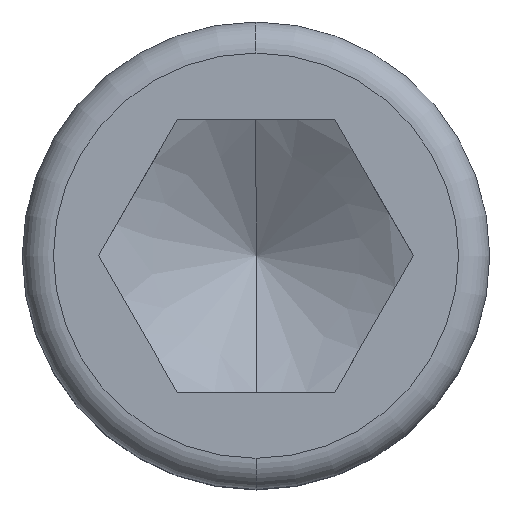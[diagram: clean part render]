
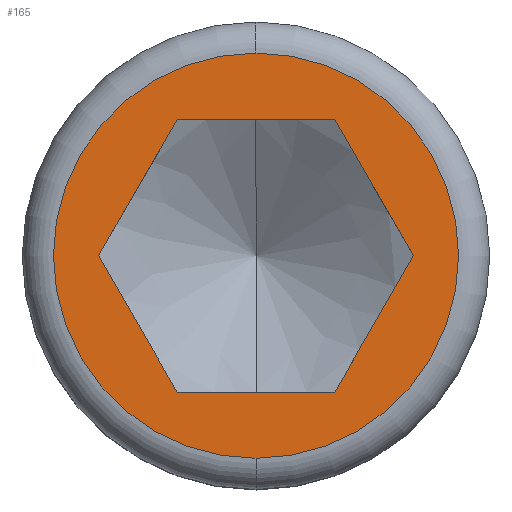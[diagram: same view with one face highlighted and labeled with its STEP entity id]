
A CAD part, top view. The second image highlights one B-rep face of the part: STEP entity #165.
In plain terms, the highlighted planar face has unit normal (0, 0, 1).
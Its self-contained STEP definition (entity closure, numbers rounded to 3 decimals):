
#149=VERTEX_POINT('',#381);
#151=EDGE_CURVE('',#257,#273,#383,.T.);
#165=ADVANCED_FACE('',(#397,#398),#399,.T.);
#177=EDGE_CURVE('',#273,#257,#413,.T.);
#179=VERTEX_POINT('',#415);
#195=EDGE_CURVE('',#283,#261,#431,.T.);
#223=VERTEX_POINT('',#465);
#251=EDGE_CURVE('',#261,#179,#495,.T.);
#257=VERTEX_POINT('',#503);
#261=VERTEX_POINT('',#507);
#267=EDGE_CURVE('',#317,#283,#514,.T.);
#273=VERTEX_POINT('',#520);
#283=VERTEX_POINT('',#531);
#309=EDGE_CURVE('',#149,#317,#563,.T.);
#317=VERTEX_POINT('',#572);
#327=EDGE_CURVE('',#179,#223,#582,.T.);
#343=EDGE_CURVE('',#223,#149,#599,.T.);
#381=CARTESIAN_POINT('',(4.043,-7.002,16.));
#383=CIRCLE('',#635,10.4);
#397=FACE_BOUND('',#655,.T.);
#398=FACE_OUTER_BOUND('',#656,.T.);
#399=PLANE('',#657);
#413=CIRCLE('',#673,10.4);
#415=CARTESIAN_POINT('',(4.043,7.002,16.));
#431=LINE('',#715,#716);
#465=CARTESIAN_POINT('',(8.085,0.0,16.));
#495=LINE('',#813,#814);
#503=CARTESIAN_POINT('',(0.,10.4,16.));
#507=CARTESIAN_POINT('',(-4.043,7.002,16.));
#514=LINE('',#836,#837);
#520=CARTESIAN_POINT('',(0.,-10.4,16.));
#531=CARTESIAN_POINT('',(-8.085,0.0,16.));
#563=LINE('',#916,#917);
#572=CARTESIAN_POINT('',(-4.042,-7.002,16.));
#582=LINE('',#953,#954);
#599=LINE('',#984,#985);
#635=AXIS2_PLACEMENT_3D('',#1013,#1014,#1015);
#655=EDGE_LOOP('',(#1025,#1026,#1027,#1028,#1029,#1030));
#656=EDGE_LOOP('',(#1031,#1032));
#657=AXIS2_PLACEMENT_3D('',#1033,#1034,#1035);
#673=AXIS2_PLACEMENT_3D('',#1054,#1055,#1056);
#715=CARTESIAN_POINT('',(-5.053,5.251,16.));
#716=VECTOR('',#1066,1.0);
#813=CARTESIAN_POINT('',(2.021,7.002,16.));
#814=VECTOR('',#1142,1.0);
#836=CARTESIAN_POINT('',(-7.074,-1.75,16.));
#837=VECTOR('',#1167,1.0);
#916=CARTESIAN_POINT('',(-2.021,-7.002,16.));
#917=VECTOR('',#1229,1.0);
#953=CARTESIAN_POINT('',(7.074,1.75,16.));
#954=VECTOR('',#1247,1.0);
#984=CARTESIAN_POINT('',(5.053,-5.251,16.));
#985=VECTOR('',#1262,1.0);
#1013=CARTESIAN_POINT('',(0.,0.,16.));
#1014=DIRECTION('',(0.0,0.0,1.0));
#1015=DIRECTION('',(-1.0,0.0,0.0));
#1025=ORIENTED_EDGE('',*,*,#267,.T.);
#1026=ORIENTED_EDGE('',*,*,#195,.T.);
#1027=ORIENTED_EDGE('',*,*,#251,.T.);
#1028=ORIENTED_EDGE('',*,*,#327,.T.);
#1029=ORIENTED_EDGE('',*,*,#343,.T.);
#1030=ORIENTED_EDGE('',*,*,#309,.T.);
#1031=ORIENTED_EDGE('',*,*,#177,.T.);
#1032=ORIENTED_EDGE('',*,*,#151,.T.);
#1033=CARTESIAN_POINT('',(0.,-10.043,16.));
#1034=DIRECTION('',(0.0,0.0,1.0));
#1035=DIRECTION('',(0.,-1.0,0.0));
#1054=CARTESIAN_POINT('',(0.,0.,16.));
#1055=DIRECTION('',(0.0,0.0,1.0));
#1056=DIRECTION('',(-1.0,0.0,0.0));
#1066=DIRECTION('',(0.5,0.866,0.0));
#1142=DIRECTION('',(1.0,0.0,0.0));
#1167=DIRECTION('',(-0.5,0.866,0.0));
#1229=DIRECTION('',(-1.0,0.0,0.0));
#1247=DIRECTION('',(0.5,-0.866,0.0));
#1262=DIRECTION('',(-0.5,-0.866,0.0));
